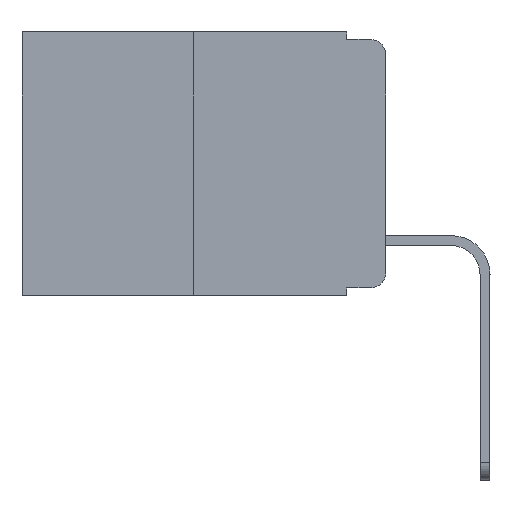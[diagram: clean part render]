
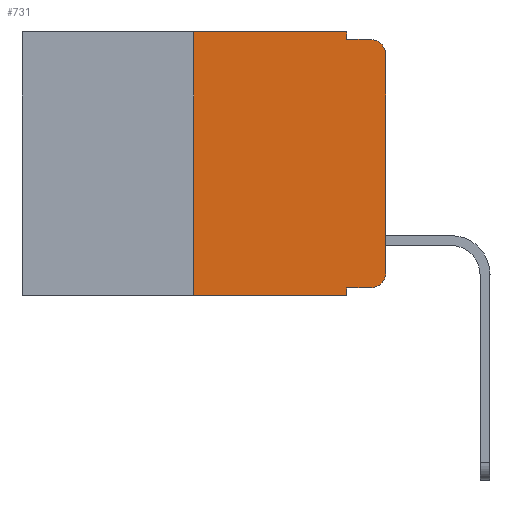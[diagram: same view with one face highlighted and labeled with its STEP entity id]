
A CAD part, left-side view. The second image highlights one B-rep face of the part: STEP entity #731.
In plain terms, the highlighted planar face has unit normal (-1, 0, 0).
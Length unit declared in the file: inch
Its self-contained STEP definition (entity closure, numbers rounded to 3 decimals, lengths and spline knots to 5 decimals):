
#426 = CARTESIAN_POINT ( 'NONE',  ( 0., 0., -0.03 ) ) ;
#510 = CARTESIAN_POINT ( 'NONE',  ( 0., 0.25, -0.343 ) ) ;
#626 = VECTOR ( 'NONE', #1834, 39.37008 ) ;
#731 = ADVANCED_FACE ( 'NONE', ( #5191 ), #9478, .F. ) ;
#783 = CARTESIAN_POINT ( 'NONE',  ( 0., 0.02, -0.03 ) ) ;
#1010 = AXIS2_PLACEMENT_3D ( 'NONE', #783, #2863, #6133 ) ;
#1164 = EDGE_CURVE ( 'NONE', #10776, #5025, #4830, .T. ) ;
#1268 = ORIENTED_EDGE ( 'NONE', *, *, #2641, .F. ) ;
#1396 = CARTESIAN_POINT ( 'NONE',  ( 0., 0.051, -0.343 ) ) ;
#1407 = DIRECTION ( 'NONE',  ( -1., 0., 0. ) ) ;
#1438 = EDGE_CURVE ( 'NONE', #8923, #9279, #2720, .T. ) ;
#1513 = CARTESIAN_POINT ( 'NONE',  ( 0., 0.051, 0. ) ) ;
#1683 = ORIENTED_EDGE ( 'NONE', *, *, #8992, .T. ) ;
#1834 = DIRECTION ( 'NONE',  ( 0., -1., 0. ) ) ;
#2072 = CARTESIAN_POINT ( 'NONE',  ( 0., 0.25, 0. ) ) ;
#2209 = AXIS2_PLACEMENT_3D ( 'NONE', #5323, #11670, #8404 ) ;
#2254 = EDGE_CURVE ( 'NONE', #12309, #11113, #12389, .T. ) ;
#2260 = CIRCLE ( 'NONE', #12303, 0.02 ) ;
#2321 = ORIENTED_EDGE ( 'NONE', *, *, #1164, .T. ) ;
#2332 = DIRECTION ( 'NONE',  ( 0., 0., 1. ) ) ;
#2431 = DIRECTION ( 'NONE',  ( 0., 0., -1. ) ) ;
#2516 = CARTESIAN_POINT ( 'NONE',  ( 0., 0.25, 0. ) ) ;
#2641 = EDGE_CURVE ( 'NONE', #5798, #5025, #4469, .T. ) ;
#2720 = LINE ( 'NONE', #13061, #626 ) ;
#2863 = DIRECTION ( 'NONE',  ( -1., 0., 0. ) ) ;
#3282 = CARTESIAN_POINT ( 'NONE',  ( 0., 0.051, 0. ) ) ;
#3573 = ORIENTED_EDGE ( 'NONE', *, *, #2254, .T. ) ;
#3580 = ORIENTED_EDGE ( 'NONE', *, *, #7030, .F. ) ;
#4009 = VERTEX_POINT ( 'NONE', #10999 ) ;
#4469 = LINE ( 'NONE', #9936, #10293 ) ;
#4574 = VECTOR ( 'NONE', #7712, 39.37008 ) ;
#4815 = DIRECTION ( 'NONE',  ( 0., -1., 0. ) ) ;
#4830 = CIRCLE ( 'NONE', #1010, 0.02 ) ;
#4848 = ORIENTED_EDGE ( 'NONE', *, *, #9928, .F. ) ;
#5005 = ORIENTED_EDGE ( 'NONE', *, *, #7431, .F. ) ;
#5025 = VERTEX_POINT ( 'NONE', #7071 ) ;
#5047 = CARTESIAN_POINT ( 'NONE',  ( 0., 0.051, -0.333 ) ) ;
#5053 = LINE ( 'NONE', #2516, #8131 ) ;
#5191 = FACE_OUTER_BOUND ( 'NONE', #6019, .T. ) ;
#5288 = CARTESIAN_POINT ( 'NONE',  ( 0., 0.051, 0. ) ) ;
#5323 = CARTESIAN_POINT ( 'NONE',  ( 0., 0.473, 0. ) ) ;
#5400 = VERTEX_POINT ( 'NONE', #3282 ) ;
#5798 = VERTEX_POINT ( 'NONE', #13168 ) ;
#5877 = VERTEX_POINT ( 'NONE', #2072 ) ;
#5934 = CARTESIAN_POINT ( 'NONE',  ( 0., 0.02, -0.333 ) ) ;
#6019 = EDGE_LOOP ( 'NONE', ( #10545, #2321, #1268, #5005, #3580, #12311, #10988, #4848, #3573, #1683 ) ) ;
#6133 = DIRECTION ( 'NONE',  ( 0., 0., -1. ) ) ;
#6792 = VECTOR ( 'NONE', #2332, 39.37008 ) ;
#7030 = EDGE_CURVE ( 'NONE', #5877, #5400, #11395, .T. ) ;
#7071 = CARTESIAN_POINT ( 'NONE',  ( 0., 0.02, -0.01 ) ) ;
#7119 = LINE ( 'NONE', #12219, #6792 ) ;
#7431 = EDGE_CURVE ( 'NONE', #5400, #5798, #9590, .T. ) ;
#7484 = VECTOR ( 'NONE', #12483, 39.37008 ) ;
#7602 = CARTESIAN_POINT ( 'NONE',  ( 0., 0.02, -0.313 ) ) ;
#7712 = DIRECTION ( 'NONE',  ( 0., 0., -1. ) ) ;
#7827 = EDGE_CURVE ( 'NONE', #8923, #5877, #5053, .T. ) ;
#7977 = LINE ( 'NONE', #5288, #7484 ) ;
#8131 = VECTOR ( 'NONE', #10803, 39.37008 ) ;
#8404 = DIRECTION ( 'NONE',  ( 0., 0., -1. ) ) ;
#8561 = CARTESIAN_POINT ( 'NONE',  ( 0., 0.473, 0. ) ) ;
#8923 = VERTEX_POINT ( 'NONE', #510 ) ;
#8992 = EDGE_CURVE ( 'NONE', #11113, #4009, #2260, .T. ) ;
#9279 = VERTEX_POINT ( 'NONE', #1396 ) ;
#9478 = PLANE ( 'NONE',  #2209 ) ;
#9590 = LINE ( 'NONE', #1513, #4574 ) ;
#9844 = DIRECTION ( 'NONE',  ( 0., -1., 0. ) ) ;
#9928 = EDGE_CURVE ( 'NONE', #12309, #9279, #7977, .T. ) ;
#9936 = CARTESIAN_POINT ( 'NONE',  ( 0., 0.051, -0.01 ) ) ;
#10293 = VECTOR ( 'NONE', #9844, 39.37008 ) ;
#10545 = ORIENTED_EDGE ( 'NONE', *, *, #13140, .T. ) ;
#10776 = VERTEX_POINT ( 'NONE', #426 ) ;
#10803 = DIRECTION ( 'NONE',  ( 0., 0., 1. ) ) ;
#10988 = ORIENTED_EDGE ( 'NONE', *, *, #1438, .T. ) ;
#10999 = CARTESIAN_POINT ( 'NONE',  ( 0., 0., -0.313 ) ) ;
#11006 = CARTESIAN_POINT ( 'NONE',  ( 0., 0.051, -0.333 ) ) ;
#11113 = VERTEX_POINT ( 'NONE', #5934 ) ;
#11284 = VECTOR ( 'NONE', #4815, 39.37008 ) ;
#11395 = LINE ( 'NONE', #8561, #12644 ) ;
#11670 = DIRECTION ( 'NONE',  ( 1., 0., 0. ) ) ;
#12219 = CARTESIAN_POINT ( 'NONE',  ( 0., 0., 0. ) ) ;
#12303 = AXIS2_PLACEMENT_3D ( 'NONE', #7602, #1407, #2431 ) ;
#12309 = VERTEX_POINT ( 'NONE', #5047 ) ;
#12311 = ORIENTED_EDGE ( 'NONE', *, *, #7827, .F. ) ;
#12389 = LINE ( 'NONE', #11006, #11284 ) ;
#12483 = DIRECTION ( 'NONE',  ( 0., 0., -1. ) ) ;
#12644 = VECTOR ( 'NONE', #12721, 39.37008 ) ;
#12721 = DIRECTION ( 'NONE',  ( 0., -1., 0. ) ) ;
#13061 = CARTESIAN_POINT ( 'NONE',  ( 0., 0.473, -0.343 ) ) ;
#13140 = EDGE_CURVE ( 'NONE', #4009, #10776, #7119, .T. ) ;
#13168 = CARTESIAN_POINT ( 'NONE',  ( 0., 0.051, -0.01 ) ) ;
